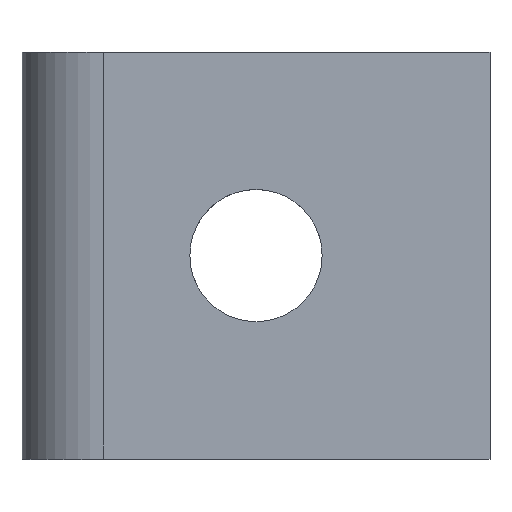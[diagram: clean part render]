
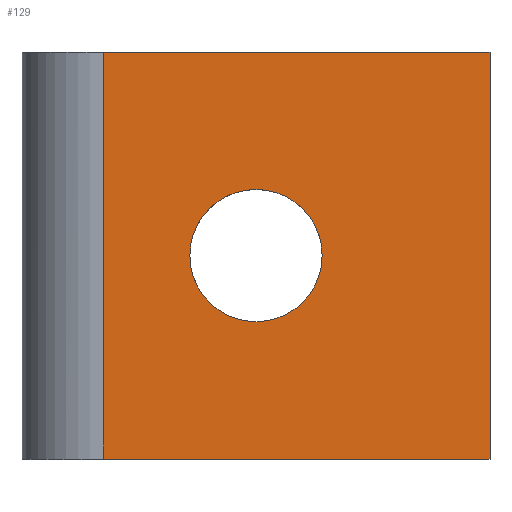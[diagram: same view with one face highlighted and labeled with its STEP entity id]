
A CAD part, top view. The second image highlights one B-rep face of the part: STEP entity #129.
In plain terms, the highlighted planar face has unit normal (0, 0, 1).
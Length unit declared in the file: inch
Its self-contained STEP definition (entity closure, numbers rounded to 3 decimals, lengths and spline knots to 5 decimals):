
#75=EDGE_CURVE('',#182,#169,#185,.T.);
#115=EDGE_CURVE('',#182,#228,#245,.T.);
#119=EDGE_CURVE('',#228,#191,#249,.T.);
#129=ADVANCED_FACE('',(#261,#262),#263,.T.);
#137=EDGE_CURVE('',#191,#169,#272,.T.);
#169=VERTEX_POINT('',#300);
#182=VERTEX_POINT('',#321);
#185=LINE('',#328,#329);
#191=VERTEX_POINT('',#343);
#228=VERTEX_POINT('',#413);
#245=LINE('',#447,#448);
#249=LINE('',#455,#456);
#261=FACE_BOUND('',#483,.T.);
#262=FACE_OUTER_BOUND('',#484,.T.);
#263=PLANE('',#485);
#272=LINE('',#506,#507);
#300=CARTESIAN_POINT('',(0.25003,1.25,1.59394));
#321=CARTESIAN_POINT('',(0.25003,0.,1.59394));
#328=CARTESIAN_POINT('',(0.25003,0.,1.59394));
#329=VECTOR('',#560,1.);
#343=CARTESIAN_POINT('',(1.43745,1.25,1.59394));
#413=CARTESIAN_POINT('',(1.43745,0.,1.59394));
#447=CARTESIAN_POINT('',(0.25003,0.,1.59394));
#448=VECTOR('',#639,1.0);
#455=CARTESIAN_POINT('',(1.43745,0.,1.59394));
#456=VECTOR('',#641,1.);
#483=EDGE_LOOP('',(#655,#656,#657,#658));
#484=EDGE_LOOP('',(#659,#660,#661,#662));
#485=AXIS2_PLACEMENT_3D('',#663,#664,#665);
#506=CARTESIAN_POINT('',(0.25003,1.25,1.59394));
#507=VECTOR('',#673,1.0);
#560=DIRECTION('',(0.0,1.0,0.0));
#639=DIRECTION('',(1.0,0.0,0.0));
#641=DIRECTION('',(0.0,1.0,0.0));
#655=ORIENTED_EDGE('',*,*,#715,.T.);
#656=ORIENTED_EDGE('',*,*,#740,.T.);
#657=ORIENTED_EDGE('',*,*,#741,.T.);
#658=ORIENTED_EDGE('',*,*,#719,.T.);
#659=ORIENTED_EDGE('',*,*,#137,.T.);
#660=ORIENTED_EDGE('',*,*,#75,.F.);
#661=ORIENTED_EDGE('',*,*,#115,.T.);
#662=ORIENTED_EDGE('',*,*,#119,.T.);
#663=CARTESIAN_POINT('',(0.84374,0.,1.59394));
#664=DIRECTION('',(0.0,0.0,1.0));
#665=DIRECTION('',(1.0,0.0,0.0));
#673=DIRECTION('',(-1.0,0.0,0.0));
#715=EDGE_CURVE('',#765,#763,#766,.T.);
#719=EDGE_CURVE('',#771,#765,#772,.T.);
#740=EDGE_CURVE('',#763,#797,#798,.T.);
#741=EDGE_CURVE('',#797,#771,#799,.T.);
#763=VERTEX_POINT('',#837);
#765=VERTEX_POINT('',#840);
#766=B_SPLINE_CURVE_WITH_KNOTS('',3,(#841,#842,#843,#844),.UNSPECIFIED.,.F.,.F.,(4,4),(0.0,1.0),.UNSPECIFIED.);
#771=VERTEX_POINT('',#853);
#772=B_SPLINE_CURVE_WITH_KNOTS('',3,(#854,#855,#856,#857),.UNSPECIFIED.,.F.,.F.,(4,4),(0.0,1.0),.UNSPECIFIED.);
#797=VERTEX_POINT('',#899);
#798=B_SPLINE_CURVE_WITH_KNOTS('',3,(#900,#901,#902,#903),.UNSPECIFIED.,.F.,.F.,(4,4),(0.0,1.0),.UNSPECIFIED.);
#799=B_SPLINE_CURVE_WITH_KNOTS('',3,(#904,#905,#906,#907),.UNSPECIFIED.,.F.,.F.,(4,4),(0.0,1.0),.UNSPECIFIED.);
#837=CARTESIAN_POINT('',(0.51557,0.625,1.59394));
#840=CARTESIAN_POINT('',(0.7187,0.42185,1.59394));
#841=CARTESIAN_POINT('',(0.7187,0.42185,1.59394));
#842=CARTESIAN_POINT('',(0.60653,0.42185,1.59394));
#843=CARTESIAN_POINT('',(0.51557,0.5128,1.59394));
#844=CARTESIAN_POINT('',(0.51557,0.625,1.59394));
#853=CARTESIAN_POINT('',(0.92182,0.625,1.59394));
#854=CARTESIAN_POINT('',(0.92182,0.625,1.59394));
#855=CARTESIAN_POINT('',(0.92182,0.5128,1.59394));
#856=CARTESIAN_POINT('',(0.83089,0.42185,1.59394));
#857=CARTESIAN_POINT('',(0.7187,0.42185,1.59394));
#899=CARTESIAN_POINT('',(0.7187,0.82815,1.59394));
#900=CARTESIAN_POINT('',(0.51557,0.625,1.59394));
#901=CARTESIAN_POINT('',(0.51557,0.7372,1.59394));
#902=CARTESIAN_POINT('',(0.60653,0.82815,1.59394));
#903=CARTESIAN_POINT('',(0.7187,0.82815,1.59394));
#904=CARTESIAN_POINT('',(0.7187,0.82815,1.59394));
#905=CARTESIAN_POINT('',(0.83089,0.82815,1.59394));
#906=CARTESIAN_POINT('',(0.92182,0.7372,1.59394));
#907=CARTESIAN_POINT('',(0.92182,0.625,1.59394));
